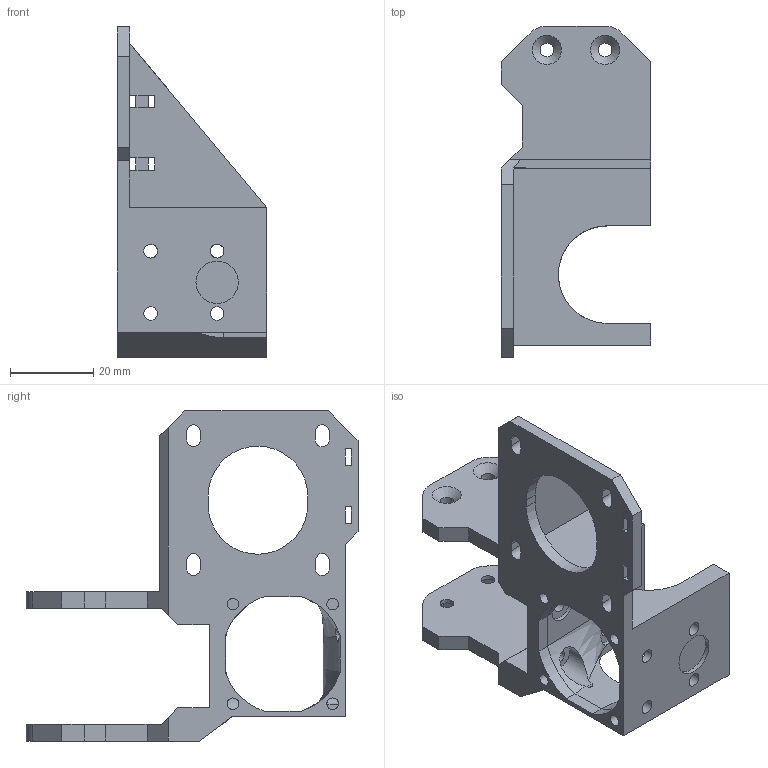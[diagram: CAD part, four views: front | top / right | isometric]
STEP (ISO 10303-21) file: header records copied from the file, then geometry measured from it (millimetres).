
FILE_DESCRIPTION(/* description */ (''),/* implementation_level */ '2;1');
FILE_NAME(/* name */ 'V06-01-01-02-01(0.5XY) - BMG mount.step',/* time_stamp */ '2021-10-07T19:36:30+03:00',/* author */ (''),/* organization */ (''),/* preprocessor_version */ 'ST-DEVELOPER v18.1',/* originating_system */ 'Autodesk Translation Framework v10.10.0.1391',/* authorisation */ '');
FILE_SCHEMA (('AUTOMOTIVE_DESIGN { 1 0 10303 214 3 1 1 }'));
Length unit declared in the file: millimetre
Products named in the file (1): V06-01-01-02-01 - BMG mount
Bounding box: 36 x 79.93 x 79.5 mm (x, y, z)
Volume: 29906.7 mm3; surface area: 19149.2 mm2
Topology: 1 solids, 1 shells, 149 faces, 437 edges, 287 vertices
Faces by surface type: plane 97, cylinder 41, bspline 8, cone 3
Full cylindrical faces by diameter (mm): 2.8 x4, 3.3 x12, 7 x4, 10.2 x1
Entity records: 5764 total; most frequent: CARTESIAN_POINT 1692, ORIENTED_EDGE 874, DIRECTION 761, EDGE_CURVE 437, LINE 315, VECTOR 315, VERTEX_POINT 287, AXIS2_PLACEMENT_3D 223
